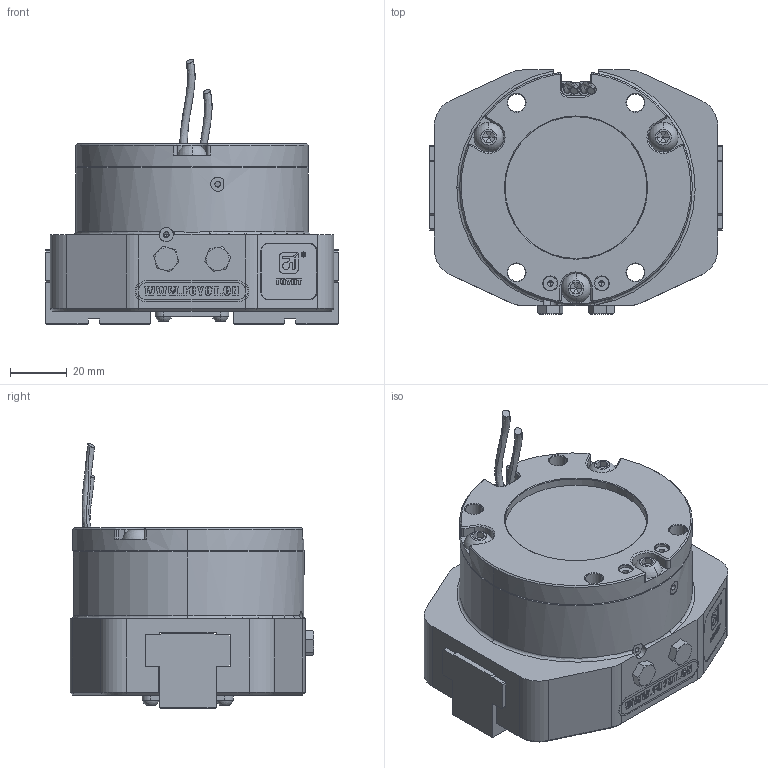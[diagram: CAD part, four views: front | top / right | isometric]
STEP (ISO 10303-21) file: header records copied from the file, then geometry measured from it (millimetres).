
FILE_DESCRIPTION (( 'STEP AP203' ), '1' );
FILE_NAME ('ァ雄情遴謗蛈D63.STEP', '2020-09-19T01:05:15', ( 'User' ), ( 'Microsoft' ), 'SwSTEP 2.0', 'SolidWorks 2015', '' );
FILE_SCHEMA (( 'CONFIG_CONTROL_DESIGN' ));
Length unit declared in the file: millimetre
Products named in the file (11): 备用气孔螺塞M5X5; LOGOﾅﾆ; 梓齪7; 棠俶羲壽4.0X26; ァ雄情遴謗蛈D63綴裔; hexagon socket button head screws gb_GB_SOCKET_TYPE7 M6X16-N; ァ雄情遴謗蛈D63褲极; ァ雄情遴謗蛈D63; ァ雄情遴謗蛈D63賑輸; ァ雄情遴謗蛈D63ヶ裔; hexagon socket button head screws gb_GB_SOCKET_TYPE7 M3X6-N
Assembly tree (18 placements, depth 2):
  ァ雄情遴謗蛈D63
    ァ雄情遴謗蛈D63綴裔
    ァ雄情遴謗蛈D63褲极
    ァ雄情遴謗蛈D63賑輸  x2
    ァ雄情遴謗蛈D63ヶ裔
    hexagon socket button head screws gb_GB_SOCKET_TYPE7 M3X6-N  x4
    备用气孔螺塞M5X5  x2
    LOGOﾅﾆ
    梓齪7
    棠俶羲壽4.0X26  x2
    hexagon socket button head screws gb_GB_SOCKET_TYPE7 M6X16-N  x3
Bounding box: 103.22 x 86 x 93.53 mm (x, y, z)
Volume: 271690.2 mm3; surface area: 87216.4 mm2
Topology: 18 solids, 18 shells, 1264 faces, 3138 edges, 1975 vertices
Faces by surface type: plane 698, cylinder 265, cone 175, bspline 108, sphere 14, torus 4
Entity records: 40138 total; most frequent: CARTESIAN_POINT 13948, ORIENTED_EDGE 5264, DIRECTION 4872, EDGE_CURVE 2632, VECTOR 1748, LINE 1748, VERTEX_POINT 1680, AXIS2_PLACEMENT_3D 1562
